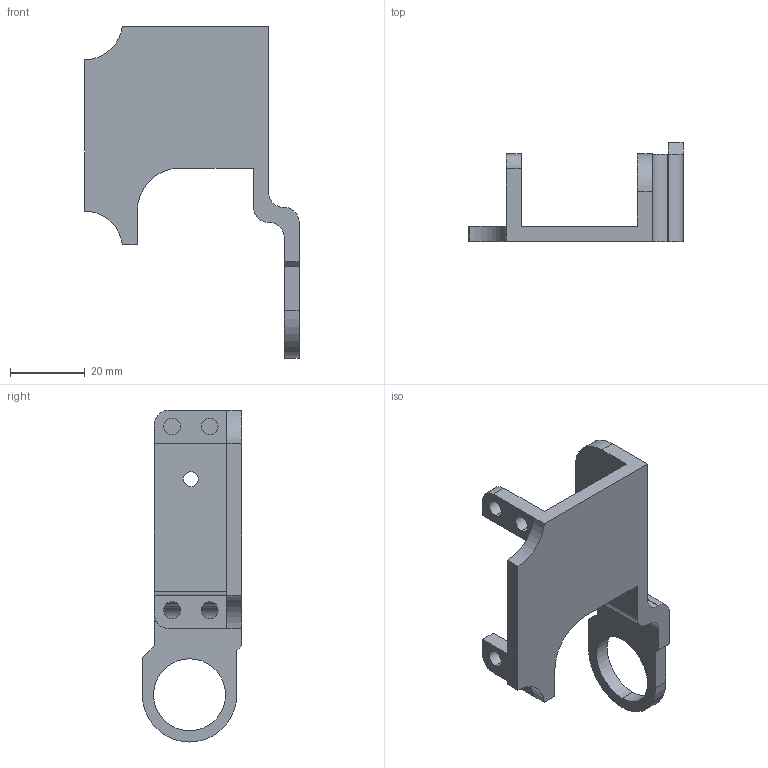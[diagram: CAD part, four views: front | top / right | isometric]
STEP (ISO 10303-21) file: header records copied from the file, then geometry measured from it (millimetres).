
FILE_DESCRIPTION (( 'STEP AP203' ), '1' );
FILE_NAME ('knee_servor_holder_esquerdo_Default_sldprt.STEP', '2023-03-14T16:36:25', ( '' ), ( '' ), 'SwSTEP 2.0', 'SolidWorks 2022', '' );
FILE_SCHEMA (( 'CONFIG_CONTROL_DESIGN' ));
Length unit declared in the file: millimetre
Products named in the file (1): knee_servor_holder_esquerdo_Default_sldprt
Bounding box: 57.2 x 26.5 x 88.6 mm (x, y, z)
Volume: 16269.2 mm3; surface area: 10173.1 mm2
Topology: 1 solids, 1 shells, 50 faces, 141 edges, 93 vertices
Faces by surface type: plane 27, cylinder 23
Entity records: 1728 total; most frequent: DIRECTION 289, CARTESIAN_POINT 285, ORIENTED_EDGE 282, EDGE_CURVE 141, AXIS2_PLACEMENT_3D 97, VECTOR 95, LINE 95, VERTEX_POINT 93
